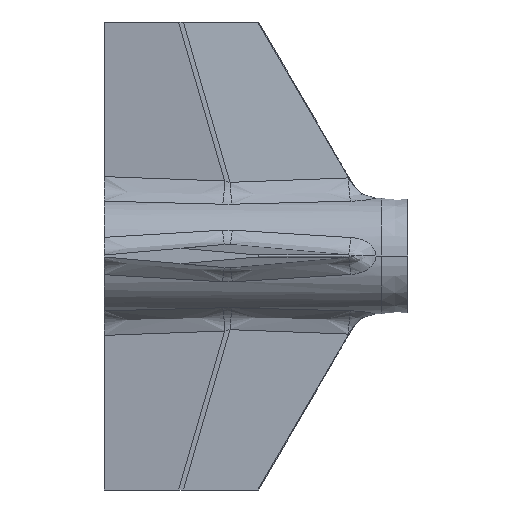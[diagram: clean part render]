
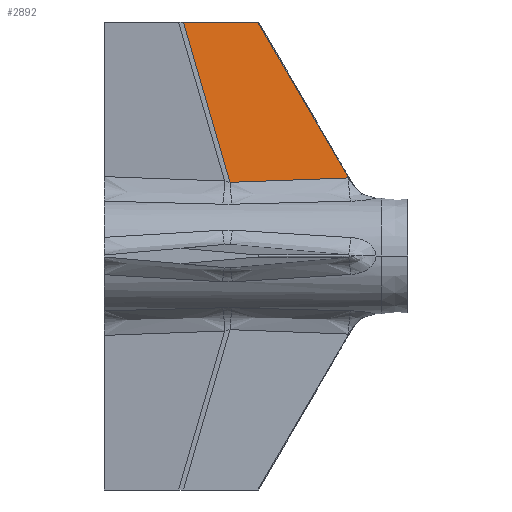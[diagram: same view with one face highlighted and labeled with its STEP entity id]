
A CAD part, left-side view. The second image highlights one B-rep face of the part: STEP entity #2892.
In plain terms, the highlighted planar face has unit normal (-0.995, -0.087, 0.051).
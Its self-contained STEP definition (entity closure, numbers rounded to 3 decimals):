
#1081=CARTESIAN_POINT('Vertex',(-0.498,-120.196,38.286)) ;
#1165=CARTESIAN_POINT('Control Point',(-0.498,-120.196,38.286)) ;
#1166=CARTESIAN_POINT('Control Point',(-1.531,-108.587,37.937)) ;
#1167=CARTESIAN_POINT('Control Point',(-2.567,-96.98,37.55)) ;
#1168=CARTESIAN_POINT('Control Point',(-3.604,-85.373,37.122)) ;
#1169=CARTESIAN_POINT('Control Point',(-4.644,-73.762,36.65)) ;
#1170=CARTESIAN_POINT('Control Point',(-5.686,-62.152,36.13)) ;
#1171=CARTESIAN_POINT('Vertex',(-5.686,-62.152,36.13)) ;
#2851=CARTESIAN_POINT('Vertex',(-0.498,-75.744,114.745)) ;
#2855=CARTESIAN_POINT('Control Point',(-0.498,-75.744,114.745)) ;
#2856=CARTESIAN_POINT('Control Point',(-0.498,-84.634,99.453)) ;
#2857=CARTESIAN_POINT('Control Point',(-0.498,-93.525,84.161)) ;
#2858=CARTESIAN_POINT('Control Point',(-0.498,-102.415,68.869)) ;
#2859=CARTESIAN_POINT('Control Point',(-0.498,-111.306,53.578)) ;
#2860=CARTESIAN_POINT('Control Point',(-0.498,-120.196,38.286)) ;
#2869=CARTESIAN_POINT('Axis2P3D Location',(-2.7,-75.972,71.057)) ;
#2874=CARTESIAN_POINT('Line Origine',(-2.092,-57.521,114.745)) ;
#2878=CARTESIAN_POINT('Vertex',(-3.687,-39.299,114.745)) ;
#2881=CARTESIAN_POINT('Line Origine',(-4.686,-50.725,75.437)) ;
#2876=VECTOR('Line Direction',#2875,1.) ;
#2883=VECTOR('Line Direction',#2882,1.) ;
#2870=DIRECTION('Axis2P3D Direction',(-0.995,-0.087,0.051)) ;
#2871=DIRECTION('Axis2P3D XDirection',(-0.024,-0.279,-0.96)) ;
#2875=DIRECTION('Vector Direction',(-0.087,0.996,0.)) ;
#2882=DIRECTION('Vector Direction',(-0.024,-0.279,-0.96)) ;
#2872=AXIS2_PLACEMENT_3D('Plane Axis2P3D',#2869,#2870,#2871) ;
#2877=LINE('Line',#2874,#2876) ;
#2884=LINE('Line',#2881,#2883) ;
#2873=PLANE('',#2872) ;
#1173=EDGE_CURVE('',#1172,#1082,#1164,.F.) ;
#2861=EDGE_CURVE('',#2852,#1082,#2854,.T.) ;
#2880=EDGE_CURVE('',#2879,#2852,#2877,.F.) ;
#2885=EDGE_CURVE('',#2879,#1172,#2884,.T.) ;
#2887=ORIENTED_EDGE('',*,*,#2861,.F.) ;
#2888=ORIENTED_EDGE('',*,*,#2880,.F.) ;
#2889=ORIENTED_EDGE('',*,*,#2885,.T.) ;
#2890=ORIENTED_EDGE('',*,*,#1173,.T.) ;
#2886=EDGE_LOOP('',(#2887,#2888,#2889,#2890)) ;
#1082=VERTEX_POINT('',#1081) ;
#1172=VERTEX_POINT('',#1171) ;
#2852=VERTEX_POINT('',#2851) ;
#2879=VERTEX_POINT('',#2878) ;
#2892=ADVANCED_FACE('38mm sustainer can',(#2891),#2873,.T.) ;
#1164=B_SPLINE_CURVE_WITH_KNOTS('',5,(#1165,#1166,#1167,#1168,#1169,#1170),.UNSPECIFIED.,.F.,.U.,(6,6),(85.583,167.993),.UNSPECIFIED.) ;
#2854=B_SPLINE_CURVE_WITH_KNOTS('',5,(#2855,#2856,#2857,#2858,#2859,#2860),.UNSPECIFIED.,.F.,.U.,(6,6),(0.,82.072),.UNSPECIFIED.) ;
#2891=FACE_OUTER_BOUND('',#2886,.T.) ;
